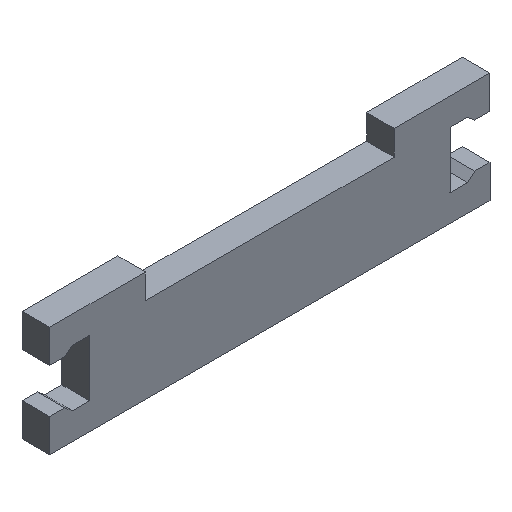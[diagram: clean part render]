
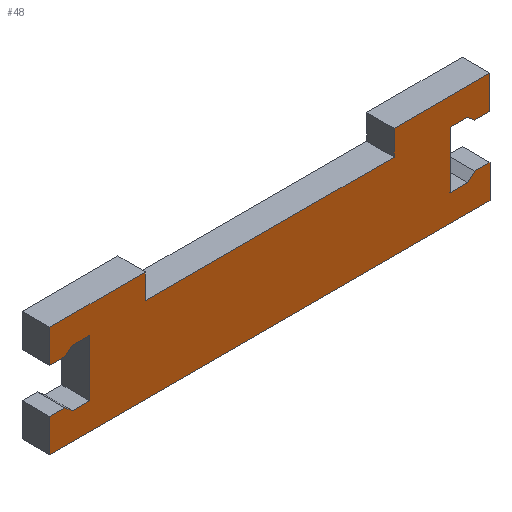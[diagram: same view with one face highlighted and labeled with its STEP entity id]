
A CAD part, isometric view. The second image highlights one B-rep face of the part: STEP entity #48.
In plain terms, the highlighted planar face has unit normal (0, -1, 0).
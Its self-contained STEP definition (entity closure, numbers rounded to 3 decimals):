
#48=ADVANCED_FACE('',(#282),#284,.F.);
#282=FACE_BOUND('',#283,.T.);
#283=EDGE_LOOP('',(#464,#465,#466,#467,#468,#469,#470,#471,#472,#473,#474,#475,#476,
#477,#478,#479,#480,#481,#482,#483,#484,#485,#486,#487));
#284=PLANE('',#285);
#285=AXIS2_PLACEMENT_3D('',#286,#287,#288);
#286=CARTESIAN_POINT('',(0.,0.,0.));
#287=DIRECTION('',(0.,1.,0.));
#288=DIRECTION('',(-1.,0.,0.));
#464=ORIENTED_EDGE('',*,*,#608,.T.);
#465=ORIENTED_EDGE('',*,*,#609,.T.);
#466=ORIENTED_EDGE('',*,*,#610,.T.);
#467=ORIENTED_EDGE('',*,*,#611,.F.);
#468=ORIENTED_EDGE('',*,*,#612,.F.);
#469=ORIENTED_EDGE('',*,*,#613,.F.);
#470=ORIENTED_EDGE('',*,*,#614,.F.);
#471=ORIENTED_EDGE('',*,*,#615,.F.);
#472=ORIENTED_EDGE('',*,*,#616,.F.);
#473=ORIENTED_EDGE('',*,*,#617,.F.);
#474=ORIENTED_EDGE('',*,*,#618,.F.);
#475=ORIENTED_EDGE('',*,*,#619,.F.);
#476=ORIENTED_EDGE('',*,*,#620,.F.);
#477=ORIENTED_EDGE('',*,*,#621,.F.);
#478=ORIENTED_EDGE('',*,*,#622,.F.);
#479=ORIENTED_EDGE('',*,*,#623,.F.);
#480=ORIENTED_EDGE('',*,*,#624,.F.);
#481=ORIENTED_EDGE('',*,*,#625,.F.);
#482=ORIENTED_EDGE('',*,*,#626,.F.);
#483=ORIENTED_EDGE('',*,*,#627,.F.);
#484=ORIENTED_EDGE('',*,*,#628,.F.);
#485=ORIENTED_EDGE('',*,*,#629,.F.);
#486=ORIENTED_EDGE('',*,*,#630,.F.);
#487=ORIENTED_EDGE('',*,*,#631,.F.);
#608=EDGE_CURVE('',#680,#681,#682,.T.);
#609=EDGE_CURVE('',#681,#683,#684,.T.);
#610=EDGE_CURVE('',#683,#685,#686,.T.);
#611=EDGE_CURVE('',#687,#685,#688,.T.);
#612=EDGE_CURVE('',#689,#687,#690,.T.);
#613=EDGE_CURVE('',#691,#689,#692,.T.);
#614=EDGE_CURVE('',#693,#691,#694,.T.);
#615=EDGE_CURVE('',#695,#693,#696,.T.);
#616=EDGE_CURVE('',#697,#695,#698,.T.);
#617=EDGE_CURVE('',#699,#697,#700,.T.);
#618=EDGE_CURVE('',#701,#699,#702,.T.);
#619=EDGE_CURVE('',#703,#701,#704,.T.);
#620=EDGE_CURVE('',#705,#703,#706,.T.);
#621=EDGE_CURVE('',#707,#705,#708,.T.);
#622=EDGE_CURVE('',#709,#707,#710,.T.);
#623=EDGE_CURVE('',#711,#709,#712,.T.);
#624=EDGE_CURVE('',#713,#711,#714,.T.);
#625=EDGE_CURVE('',#715,#713,#716,.T.);
#626=EDGE_CURVE('',#717,#715,#718,.T.);
#627=EDGE_CURVE('',#719,#717,#720,.T.);
#628=EDGE_CURVE('',#721,#719,#722,.T.);
#629=EDGE_CURVE('',#723,#721,#724,.T.);
#630=EDGE_CURVE('',#725,#723,#726,.T.);
#631=EDGE_CURVE('',#680,#725,#727,.T.);
#680=VERTEX_POINT('',#800);
#681=VERTEX_POINT('',#801);
#682=LINE('',#802,#803);
#683=VERTEX_POINT('',#805);
#684=LINE('',#806,#807);
#685=VERTEX_POINT('',#809);
#686=LINE('',#810,#811);
#687=VERTEX_POINT('',#813);
#688=LINE('',#814,#815);
#689=VERTEX_POINT('',#817);
#690=LINE('',#818,#819);
#691=VERTEX_POINT('',#821);
#692=LINE('',#822,#823);
#693=VERTEX_POINT('',#825);
#694=LINE('',#826,#827);
#695=VERTEX_POINT('',#829);
#696=LINE('',#830,#831);
#697=VERTEX_POINT('',#833);
#698=LINE('',#834,#835);
#699=VERTEX_POINT('',#837);
#700=LINE('',#838,#839);
#701=VERTEX_POINT('',#841);
#702=LINE('',#842,#843);
#703=VERTEX_POINT('',#845);
#704=LINE('',#846,#847);
#705=VERTEX_POINT('',#849);
#706=LINE('',#850,#851);
#707=VERTEX_POINT('',#853);
#708=LINE('',#854,#855);
#709=VERTEX_POINT('',#857);
#710=LINE('',#858,#859);
#711=VERTEX_POINT('',#861);
#712=LINE('',#862,#863);
#713=VERTEX_POINT('',#865);
#714=LINE('',#866,#867);
#715=VERTEX_POINT('',#869);
#716=LINE('',#870,#871);
#717=VERTEX_POINT('',#873);
#718=LINE('',#874,#875);
#719=VERTEX_POINT('',#877);
#720=LINE('',#878,#879);
#721=VERTEX_POINT('',#881);
#722=LINE('',#882,#883);
#723=VERTEX_POINT('',#885);
#724=LINE('',#886,#887);
#725=VERTEX_POINT('',#889);
#726=LINE('',#890,#891);
#727=LINE('',#893,#894);
#800=CARTESIAN_POINT('',(45.,0.,20.));
#801=CARTESIAN_POINT('',(45.,0.,11.));
#802=CARTESIAN_POINT('',(45.,0.,20.));
#803=VECTOR('',#804,1.);
#804=DIRECTION('',(0.,0.,-1.));
#805=CARTESIAN_POINT('',(-45.,0.,11.));
#806=CARTESIAN_POINT('',(45.,0.,11.));
#807=VECTOR('',#808,1.);
#808=DIRECTION('',(-1.,0.,0.));
#809=CARTESIAN_POINT('',(-45.,0.,20.));
#810=CARTESIAN_POINT('',(-45.,0.,11.));
#811=VECTOR('',#812,1.);
#812=DIRECTION('',(0.,0.,1.));
#813=CARTESIAN_POINT('',(-79.7,0.,20.));
#814=CARTESIAN_POINT('',(-79.7,0.,20.));
#815=VECTOR('',#816,1.);
#816=DIRECTION('',(1.,0.,0.));
#817=CARTESIAN_POINT('',(-79.7,0.,8.));
#818=CARTESIAN_POINT('',(-79.7,0.,8.));
#819=VECTOR('',#820,1.);
#820=DIRECTION('',(0.,0.,1.));
#821=CARTESIAN_POINT('',(-74.205,0.,8.));
#822=CARTESIAN_POINT('',(-74.205,0.,8.));
#823=VECTOR('',#824,1.);
#824=DIRECTION('',(-1.,0.,0.));
#825=CARTESIAN_POINT('',(-71.514,0.,10.258));
#826=CARTESIAN_POINT('',(-71.514,0.,10.258));
#827=VECTOR('',#828,1.);
#828=DIRECTION('',(-0.766,0.,-0.643));
#829=CARTESIAN_POINT('',(-65.257,0.,10.258));
#830=CARTESIAN_POINT('',(-65.257,0.,10.258));
#831=VECTOR('',#832,1.);
#832=DIRECTION('',(-1.,0.,0.));
#833=CARTESIAN_POINT('',(-65.257,0.,-10.258));
#834=CARTESIAN_POINT('',(-65.257,0.,-10.258));
#835=VECTOR('',#836,1.);
#836=DIRECTION('',(0.,0.,1.));
#837=CARTESIAN_POINT('',(-71.514,0.,-10.258));
#838=CARTESIAN_POINT('',(-71.514,0.,-10.258));
#839=VECTOR('',#840,1.);
#840=DIRECTION('',(1.,0.,0.));
#841=CARTESIAN_POINT('',(-74.205,0.,-8.));
#842=CARTESIAN_POINT('',(-74.205,0.,-8.));
#843=VECTOR('',#844,1.);
#844=DIRECTION('',(0.766,0.,-0.643));
#845=CARTESIAN_POINT('',(-79.7,0.,-8.));
#846=CARTESIAN_POINT('',(-79.7,0.,-8.));
#847=VECTOR('',#848,1.);
#848=DIRECTION('',(1.,0.,0.));
#849=CARTESIAN_POINT('',(-79.7,0.,-20.));
#850=CARTESIAN_POINT('',(-79.7,0.,-20.));
#851=VECTOR('',#852,1.);
#852=DIRECTION('',(0.,0.,1.));
#853=CARTESIAN_POINT('',(79.7,0.,-20.));
#854=CARTESIAN_POINT('',(79.7,0.,-20.));
#855=VECTOR('',#856,1.);
#856=DIRECTION('',(-1.,0.,0.));
#857=CARTESIAN_POINT('',(79.7,0.,-8.));
#858=CARTESIAN_POINT('',(79.7,0.,-8.));
#859=VECTOR('',#860,1.);
#860=DIRECTION('',(0.,0.,-1.));
#861=CARTESIAN_POINT('',(74.205,0.,-8.));
#862=CARTESIAN_POINT('',(74.205,0.,-8.));
#863=VECTOR('',#864,1.);
#864=DIRECTION('',(1.,0.,0.));
#865=CARTESIAN_POINT('',(71.514,0.,-10.258));
#866=CARTESIAN_POINT('',(71.514,0.,-10.258));
#867=VECTOR('',#868,1.);
#868=DIRECTION('',(0.766,0.,0.643));
#869=CARTESIAN_POINT('',(65.257,0.,-10.258));
#870=CARTESIAN_POINT('',(65.257,0.,-10.258));
#871=VECTOR('',#872,1.);
#872=DIRECTION('',(1.,0.,0.));
#873=CARTESIAN_POINT('',(65.257,0.,10.258));
#874=CARTESIAN_POINT('',(65.257,0.,10.258));
#875=VECTOR('',#876,1.);
#876=DIRECTION('',(0.,0.,-1.));
#877=CARTESIAN_POINT('',(71.514,0.,10.258));
#878=CARTESIAN_POINT('',(71.514,0.,10.258));
#879=VECTOR('',#880,1.);
#880=DIRECTION('',(-1.,0.,0.));
#881=CARTESIAN_POINT('',(74.205,0.,8.));
#882=CARTESIAN_POINT('',(74.205,0.,8.));
#883=VECTOR('',#884,1.);
#884=DIRECTION('',(-0.766,0.,0.643));
#885=CARTESIAN_POINT('',(79.7,0.,8.));
#886=CARTESIAN_POINT('',(79.7,0.,8.));
#887=VECTOR('',#888,1.);
#888=DIRECTION('',(-1.,0.,0.));
#889=CARTESIAN_POINT('',(79.7,0.,20.));
#890=CARTESIAN_POINT('',(79.7,0.,20.));
#891=VECTOR('',#892,1.);
#892=DIRECTION('',(0.,0.,-1.));
#893=CARTESIAN_POINT('',(45.,0.,20.));
#894=VECTOR('',#895,1.);
#895=DIRECTION('',(1.,0.,0.));
